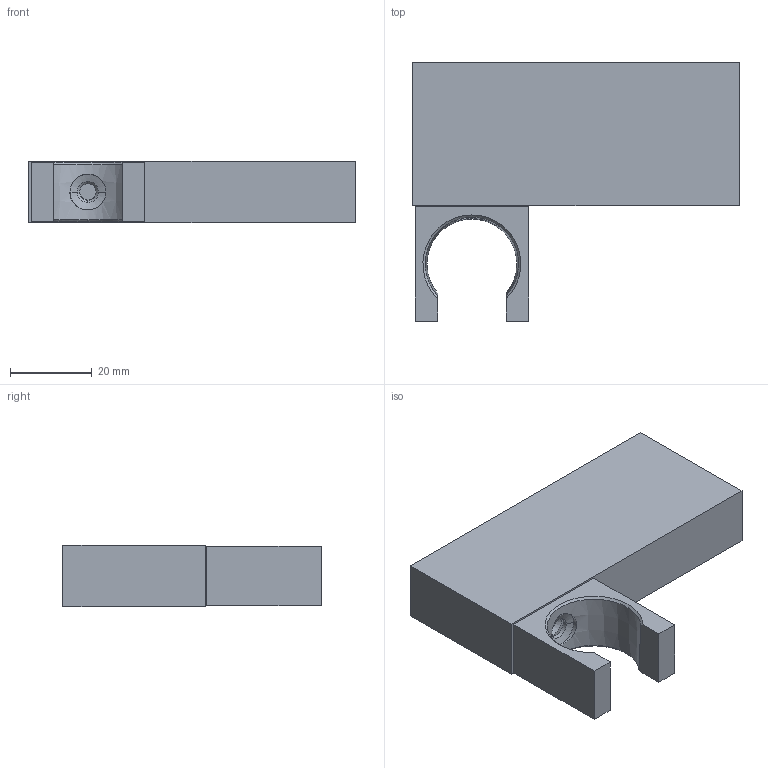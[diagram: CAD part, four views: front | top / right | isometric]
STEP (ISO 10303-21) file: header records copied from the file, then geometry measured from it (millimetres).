
FILE_DESCRIPTION (( 'STEP AP203' ), '1' );
FILE_NAME ('SU0045.STEP', '2024-01-19T11:49:51', ( '' ), ( '' ), 'SwSTEP 2.0', 'SolidWorks 2021', '' );
FILE_SCHEMA (( 'CONFIG_CONTROL_DESIGN' ));
Length unit declared in the file: millimetre
Products named in the file (1): SU0045
Bounding box: 80 x 63.25 x 15 mm (x, y, z)
Volume: 30799.3 mm3; surface area: 18363 mm2
Topology: 4 solids, 4 shells, 91 faces, 210 edges, 129 vertices
Faces by surface type: plane 41, cylinder 26, cone 24
Entity records: 2726 total; most frequent: CARTESIAN_POINT 578, DIRECTION 440, ORIENTED_EDGE 412, EDGE_CURVE 206, AXIS2_PLACEMENT_3D 157, VERTEX_POINT 129, LINE 126, VECTOR 126
